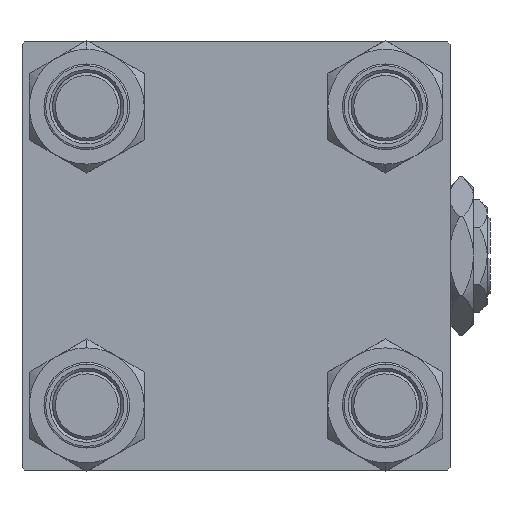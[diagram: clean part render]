
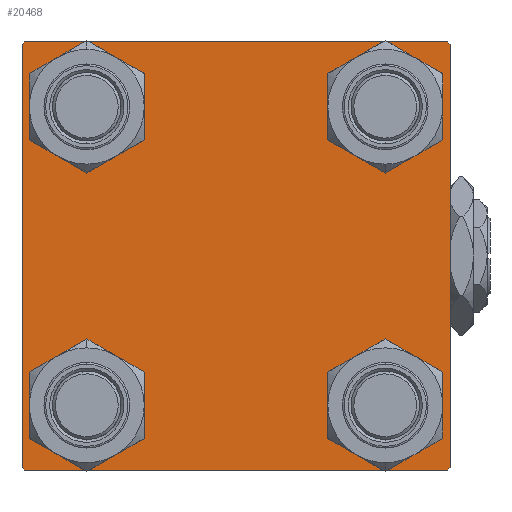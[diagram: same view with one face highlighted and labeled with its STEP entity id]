
A CAD part, left-side view. The second image highlights one B-rep face of the part: STEP entity #20468.
In plain terms, the highlighted planar face has unit normal (-1, 0, 0).
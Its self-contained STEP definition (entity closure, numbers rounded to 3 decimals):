
#29 = CARTESIAN_POINT ( 'NONE',  ( 0., -37.5, 37.5 ) ) ;
#181 = CARTESIAN_POINT ( 'NONE',  ( 0., 26.15, 26.15 ) ) ;
#285 = CARTESIAN_POINT ( 'NONE',  ( 0., -37., 37.5 ) ) ;
#424 = ORIENTED_EDGE ( 'NONE', *, *, #5806, .T. ) ;
#1141 = CIRCLE ( 'NONE', #23197, 6.5 ) ;
#1395 = CARTESIAN_POINT ( 'NONE',  ( 0., 37.5, 37.5 ) ) ;
#2062 = DIRECTION ( 'NONE',  ( 1., 0., 0. ) ) ;
#3013 = VERTEX_POINT ( 'NONE', #19226 ) ;
#3601 = VERTEX_POINT ( 'NONE', #47583 ) ;
#3611 = EDGE_CURVE ( 'NONE', #17308, #3013, #5633, .T. ) ;
#3663 = VERTEX_POINT ( 'NONE', #12539 ) ;
#3946 = ORIENTED_EDGE ( 'NONE', *, *, #19103, .T. ) ;
#4104 = DIRECTION ( 'NONE',  ( 0., 0., 1. ) ) ;
#4354 = CARTESIAN_POINT ( 'NONE',  ( 0., 37.5, 37. ) ) ;
#4717 = ORIENTED_EDGE ( 'NONE', *, *, #20427, .T. ) ;
#5145 = EDGE_CURVE ( 'NONE', #33585, #18230, #49939, .T. ) ;
#5386 = CIRCLE ( 'NONE', #49441, 6.5 ) ;
#5519 = DIRECTION ( 'NONE',  ( 0., 0., 1. ) ) ;
#5633 = LINE ( 'NONE', #9354, #49866 ) ;
#5776 = ORIENTED_EDGE ( 'NONE', *, *, #11782, .T. ) ;
#5794 = EDGE_CURVE ( 'NONE', #3601, #3663, #45731, .T. ) ;
#5806 = EDGE_CURVE ( 'NONE', #18230, #33585, #18624, .T. ) ;
#6936 = VECTOR ( 'NONE', #37265, 1000. ) ;
#6959 = VERTEX_POINT ( 'NONE', #33063 ) ;
#6966 = VERTEX_POINT ( 'NONE', #21927 ) ;
#7290 = EDGE_LOOP ( 'NONE', ( #424, #27005 ) ) ;
#8090 = DIRECTION ( 'NONE',  ( 1., 0., 0. ) ) ;
#8935 = CARTESIAN_POINT ( 'NONE',  ( 0., 0., 0. ) ) ;
#9354 = CARTESIAN_POINT ( 'NONE',  ( 0., 37.5, 37.5 ) ) ;
#9640 = DIRECTION ( 'NONE',  ( 0., 0., 1. ) ) ;
#9894 = DIRECTION ( 'NONE',  ( 1., 0., 0. ) ) ;
#10794 = VERTEX_POINT ( 'NONE', #285 ) ;
#11292 = CARTESIAN_POINT ( 'NONE',  ( 0., 26.15, -32.65 ) ) ;
#11782 = EDGE_CURVE ( 'NONE', #35661, #10794, #22335, .T. ) ;
#12156 = VECTOR ( 'NONE', #47194, 1000. ) ;
#12400 = PLANE ( 'NONE',  #24089 ) ;
#12539 = CARTESIAN_POINT ( 'NONE',  ( 0., -26.15, 32.65 ) ) ;
#12990 = EDGE_CURVE ( 'NONE', #6966, #10794, #49429, .T. ) ;
#13035 = LINE ( 'NONE', #29, #42538 ) ;
#13328 = DIRECTION ( 'NONE',  ( 0., 0., -1. ) ) ;
#13341 = DIRECTION ( 'NONE',  ( 1., 0., 0. ) ) ;
#13579 = CARTESIAN_POINT ( 'NONE',  ( 0., 37.25, 37.25 ) ) ;
#14485 = EDGE_LOOP ( 'NONE', ( #30499, #3946, #31488, #36925, #22245, #5776, #33648, #37099 ) ) ;
#14606 = EDGE_CURVE ( 'NONE', #3663, #3601, #5386, .T. ) ;
#14765 = CIRCLE ( 'NONE', #35085, 6.5 ) ;
#14906 = DIRECTION ( 'NONE',  ( 1., 0., 0. ) ) ;
#15750 = CARTESIAN_POINT ( 'NONE',  ( 0., -26.15, 26.15 ) ) ;
#16106 = EDGE_LOOP ( 'NONE', ( #43071, #26541 ) ) ;
#16395 = FACE_OUTER_BOUND ( 'NONE', #14485, .T. ) ;
#16926 = DIRECTION ( 'NONE',  ( 0., 0., 1. ) ) ;
#17160 = VERTEX_POINT ( 'NONE', #50849 ) ;
#17304 = DIRECTION ( 'NONE',  ( 0., 0., -1. ) ) ;
#17308 = VERTEX_POINT ( 'NONE', #4354 ) ;
#18230 = VERTEX_POINT ( 'NONE', #45761 ) ;
#18392 = DIRECTION ( 'NONE',  ( 1., 0., 0. ) ) ;
#18474 = VERTEX_POINT ( 'NONE', #19982 ) ;
#18624 = CIRCLE ( 'NONE', #23681, 6.5 ) ;
#18643 = CARTESIAN_POINT ( 'NONE',  ( 0., 26.15, 26.15 ) ) ;
#18826 = CARTESIAN_POINT ( 'NONE',  ( 0., 37.25, -37.25 ) ) ;
#18978 = AXIS2_PLACEMENT_3D ( 'NONE', #48432, #8090, #4104 ) ;
#19001 = AXIS2_PLACEMENT_3D ( 'NONE', #181, #36789, #16926 ) ;
#19103 = EDGE_CURVE ( 'NONE', #3013, #49193, #43991, .T. ) ;
#19226 = CARTESIAN_POINT ( 'NONE',  ( 0., 37.5, -37. ) ) ;
#19508 = EDGE_CURVE ( 'NONE', #31062, #17160, #1141, .T. ) ;
#19552 = EDGE_CURVE ( 'NONE', #49193, #18474, #48039, .T. ) ;
#19982 = CARTESIAN_POINT ( 'NONE',  ( 0., -37., -37.5 ) ) ;
#19987 = DIRECTION ( 'NONE',  ( 0., 0., 1. ) ) ;
#20334 = ORIENTED_EDGE ( 'NONE', *, *, #19508, .T. ) ;
#20427 = EDGE_CURVE ( 'NONE', #17160, #31062, #22393, .T. ) ;
#20468 = ADVANCED_FACE ( 'NONE', ( #21430, #45015, #49274, #32817, #16395 ), #12400, .T. ) ;
#21130 = AXIS2_PLACEMENT_3D ( 'NONE', #42385, #2062, #5519 ) ;
#21430 = FACE_BOUND ( 'NONE', #16106, .T. ) ;
#21927 = CARTESIAN_POINT ( 'NONE',  ( 0., 37., 37.5 ) ) ;
#22026 = AXIS2_PLACEMENT_3D ( 'NONE', #41729, #9894, #9640 ) ;
#22082 = EDGE_LOOP ( 'NONE', ( #28230, #26679 ) ) ;
#22096 = CARTESIAN_POINT ( 'NONE',  ( 0., 26.15, 19.65 ) ) ;
#22245 = ORIENTED_EDGE ( 'NONE', *, *, #25325, .F. ) ;
#22335 = LINE ( 'NONE', #26566, #6936 ) ;
#22356 = VECTOR ( 'NONE', #40582, 1000. ) ;
#22393 = CIRCLE ( 'NONE', #19001, 6.5 ) ;
#23197 = AXIS2_PLACEMENT_3D ( 'NONE', #18643, #14906, #34014 ) ;
#23681 = AXIS2_PLACEMENT_3D ( 'NONE', #38272, #18392, #50752 ) ;
#24089 = AXIS2_PLACEMENT_3D ( 'NONE', #8935, #49807, #32553 ) ;
#24761 = DIRECTION ( 'NONE',  ( 0., 0., 1. ) ) ;
#25277 = DIRECTION ( 'NONE',  ( 0., -1., 0. ) ) ;
#25295 = DIRECTION ( 'NONE',  ( 0., -0.707, 0.707 ) ) ;
#25325 = EDGE_CURVE ( 'NONE', #35661, #26536, #13035, .T. ) ;
#26536 = VERTEX_POINT ( 'NONE', #48599 ) ;
#26541 = ORIENTED_EDGE ( 'NONE', *, *, #5794, .T. ) ;
#26557 = CIRCLE ( 'NONE', #18978, 6.5 ) ;
#26566 = CARTESIAN_POINT ( 'NONE',  ( 0., -37.25, 37.25 ) ) ;
#26679 = ORIENTED_EDGE ( 'NONE', *, *, #28111, .T. ) ;
#27005 = ORIENTED_EDGE ( 'NONE', *, *, #5145, .T. ) ;
#27541 = EDGE_CURVE ( 'NONE', #6966, #17308, #33993, .T. ) ;
#28111 = EDGE_CURVE ( 'NONE', #38831, #6959, #26557, .T. ) ;
#28230 = ORIENTED_EDGE ( 'NONE', *, *, #29208, .T. ) ;
#29208 = EDGE_CURVE ( 'NONE', #6959, #38831, #14765, .T. ) ;
#29382 = CARTESIAN_POINT ( 'NONE',  ( 0., -37.5, 37. ) ) ;
#30283 = EDGE_CURVE ( 'NONE', #18474, #26536, #45453, .T. ) ;
#30499 = ORIENTED_EDGE ( 'NONE', *, *, #3611, .T. ) ;
#30871 = VECTOR ( 'NONE', #25295, 1000. ) ;
#31062 = VERTEX_POINT ( 'NONE', #22096 ) ;
#31488 = ORIENTED_EDGE ( 'NONE', *, *, #19552, .T. ) ;
#32553 = DIRECTION ( 'NONE',  ( 0., 0., 1. ) ) ;
#32817 = FACE_BOUND ( 'NONE', #44940, .T. ) ;
#33063 = CARTESIAN_POINT ( 'NONE',  ( 0., 26.15, -19.65 ) ) ;
#33210 = DIRECTION ( 'NONE',  ( 0., 0.707, -0.707 ) ) ;
#33585 = VERTEX_POINT ( 'NONE', #36458 ) ;
#33648 = ORIENTED_EDGE ( 'NONE', *, *, #12990, .F. ) ;
#33993 = LINE ( 'NONE', #13579, #46873 ) ;
#34014 = DIRECTION ( 'NONE',  ( 0., 0., 1. ) ) ;
#35085 = AXIS2_PLACEMENT_3D ( 'NONE', #49698, #13341, #24761 ) ;
#35314 = CARTESIAN_POINT ( 'NONE',  ( 0., 37.5, -37.5 ) ) ;
#35633 = DIRECTION ( 'NONE',  ( 1., 0., 0. ) ) ;
#35661 = VERTEX_POINT ( 'NONE', #29382 ) ;
#36458 = CARTESIAN_POINT ( 'NONE',  ( 0., -26.15, -32.65 ) ) ;
#36789 = DIRECTION ( 'NONE',  ( 1., 0., 0. ) ) ;
#36925 = ORIENTED_EDGE ( 'NONE', *, *, #30283, .T. ) ;
#37099 = ORIENTED_EDGE ( 'NONE', *, *, #27541, .T. ) ;
#37265 = DIRECTION ( 'NONE',  ( 0., 0.707, 0.707 ) ) ;
#38272 = CARTESIAN_POINT ( 'NONE',  ( 0., -26.15, -26.15 ) ) ;
#38831 = VERTEX_POINT ( 'NONE', #11292 ) ;
#40289 = CARTESIAN_POINT ( 'NONE',  ( 0., 37., -37.5 ) ) ;
#40582 = DIRECTION ( 'NONE',  ( 0., -1., 0. ) ) ;
#41729 = CARTESIAN_POINT ( 'NONE',  ( 0., -26.15, 26.15 ) ) ;
#42385 = CARTESIAN_POINT ( 'NONE',  ( 0., -26.15, -26.15 ) ) ;
#42538 = VECTOR ( 'NONE', #17304, 1000. ) ;
#43071 = ORIENTED_EDGE ( 'NONE', *, *, #14606, .T. ) ;
#43991 = LINE ( 'NONE', #18826, #12156 ) ;
#44921 = CARTESIAN_POINT ( 'NONE',  ( 0., -37.25, -37.25 ) ) ;
#44940 = EDGE_LOOP ( 'NONE', ( #4717, #20334 ) ) ;
#45015 = FACE_BOUND ( 'NONE', #7290, .T. ) ;
#45453 = LINE ( 'NONE', #44921, #30871 ) ;
#45731 = CIRCLE ( 'NONE', #22026, 6.5 ) ;
#45761 = CARTESIAN_POINT ( 'NONE',  ( 0., -26.15, -19.65 ) ) ;
#46873 = VECTOR ( 'NONE', #33210, 1000. ) ;
#47194 = DIRECTION ( 'NONE',  ( 0., -0.707, -0.707 ) ) ;
#47583 = CARTESIAN_POINT ( 'NONE',  ( 0., -26.15, 19.65 ) ) ;
#48039 = LINE ( 'NONE', #35314, #22356 ) ;
#48432 = CARTESIAN_POINT ( 'NONE',  ( 0., 26.15, -26.15 ) ) ;
#48599 = CARTESIAN_POINT ( 'NONE',  ( 0., -37.5, -37. ) ) ;
#49193 = VERTEX_POINT ( 'NONE', #40289 ) ;
#49274 = FACE_BOUND ( 'NONE', #22082, .T. ) ;
#49429 = LINE ( 'NONE', #1395, #51903 ) ;
#49441 = AXIS2_PLACEMENT_3D ( 'NONE', #15750, #35633, #19987 ) ;
#49698 = CARTESIAN_POINT ( 'NONE',  ( 0., 26.15, -26.15 ) ) ;
#49807 = DIRECTION ( 'NONE',  ( -1., 0., 0. ) ) ;
#49866 = VECTOR ( 'NONE', #13328, 1000. ) ;
#49939 = CIRCLE ( 'NONE', #21130, 6.5 ) ;
#50752 = DIRECTION ( 'NONE',  ( 0., 0., 1. ) ) ;
#50849 = CARTESIAN_POINT ( 'NONE',  ( 0., 26.15, 32.65 ) ) ;
#51903 = VECTOR ( 'NONE', #25277, 1000. ) ;
